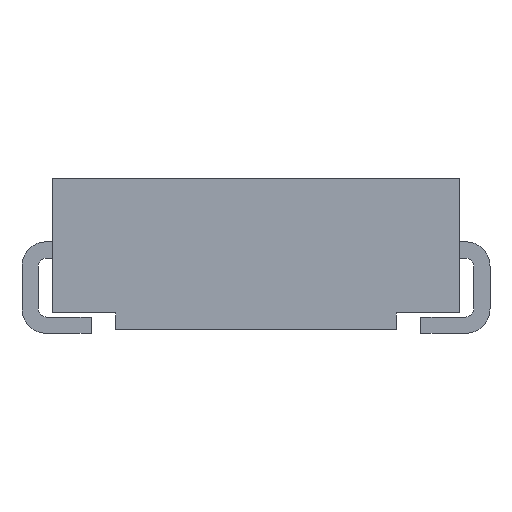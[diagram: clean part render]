
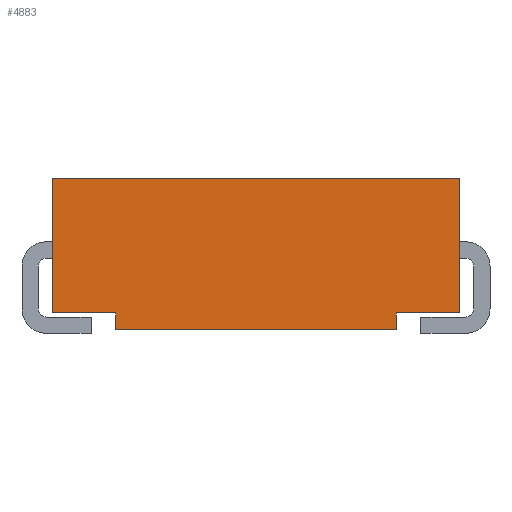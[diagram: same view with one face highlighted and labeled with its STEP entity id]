
A CAD part, front view. The second image highlights one B-rep face of the part: STEP entity #4883.
In plain terms, the highlighted planar face has unit normal (0, -1, 0).
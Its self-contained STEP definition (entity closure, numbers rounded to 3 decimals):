
#156=ORIENTED_EDGE('',*,*,#1184,.F.);
#157=ORIENTED_EDGE('',*,*,#1199,.F.);
#158=ORIENTED_EDGE('',*,*,#1200,.T.);
#159=ORIENTED_EDGE('',*,*,#1201,.F.);
#160=ORIENTED_EDGE('',*,*,#1202,.F.);
#161=ORIENTED_EDGE('',*,*,#1194,.T.);
#162=ORIENTED_EDGE('',*,*,#1191,.T.);
#163=ORIENTED_EDGE('',*,*,#1203,.T.);
#1184=EDGE_CURVE('',#1706,#1707,#2058,.T.);
#1191=EDGE_CURVE('',#1710,#1713,#2065,.T.);
#1194=EDGE_CURVE('',#1714,#1710,#2068,.T.);
#1199=EDGE_CURVE('',#1720,#1706,#2073,.T.);
#1200=EDGE_CURVE('',#1720,#1721,#2074,.T.);
#1201=EDGE_CURVE('',#1722,#1721,#2075,.T.);
#1202=EDGE_CURVE('',#1714,#1722,#2076,.T.);
#1203=EDGE_CURVE('',#1713,#1707,#2077,.T.);
#1706=VERTEX_POINT('',#6262);
#1707=VERTEX_POINT('',#6263);
#1710=VERTEX_POINT('',#6271);
#1713=VERTEX_POINT('',#6276);
#1714=VERTEX_POINT('',#6280);
#1720=VERTEX_POINT('',#6295);
#1721=VERTEX_POINT('',#6297);
#1722=VERTEX_POINT('',#6299);
#2058=LINE('',#6261,#2502);
#2065=LINE('',#6277,#2509);
#2068=LINE('',#6283,#2512);
#2073=LINE('',#6294,#2517);
#2074=LINE('',#6296,#2518);
#2075=LINE('',#6298,#2519);
#2076=LINE('',#6300,#2520);
#2077=LINE('',#6301,#2521);
#2502=VECTOR('',#5337,1000.);
#2509=VECTOR('',#5346,1000.);
#2512=VECTOR('',#5351,1000.);
#2517=VECTOR('',#5360,1000.);
#2518=VECTOR('',#5361,1000.);
#2519=VECTOR('',#5362,1000.);
#2520=VECTOR('',#5363,1000.);
#2521=VECTOR('',#5364,1000.);
#2950=EDGE_LOOP('',(#156,#157,#158,#159,#160,#161,#162,#163));
#3188=FACE_BOUND('',#2950,.T.);
#3426=PLANE('',#5097);
#4883=ADVANCED_FACE('',(#3188),#3426,.T.);
#5097=AXIS2_PLACEMENT_3D('',#6293,#5358,#5359);
#5337=DIRECTION('',(0.,0.,-1.));
#5346=DIRECTION('',(0.,0.,-1.));
#5351=DIRECTION('',(1.,0.,0.));
#5358=DIRECTION('',(0.,-1.,0.));
#5359=DIRECTION('',(1.,0.,0.));
#5360=DIRECTION('',(-1.,0.,0.));
#5361=DIRECTION('',(0.,0.,1.));
#5362=DIRECTION('',(1.,0.,0.));
#5363=DIRECTION('',(0.,0.,1.));
#5364=DIRECTION('',(1.,0.,0.));
#6261=CARTESIAN_POINT('',(3.45,-5.65,-1.7));
#6262=CARTESIAN_POINT('',(3.45,-5.65,-1.3));
#6263=CARTESIAN_POINT('',(3.45,-5.65,-1.7));
#6271=CARTESIAN_POINT('',(-3.45,-5.65,-1.3));
#6276=CARTESIAN_POINT('',(-3.45,-5.65,-1.7));
#6277=CARTESIAN_POINT('',(-3.45,-5.65,-1.7));
#6280=CARTESIAN_POINT('',(-5.,-5.65,-1.3));
#6283=CARTESIAN_POINT('',(-5.,-5.65,-1.3));
#6293=CARTESIAN_POINT('',(-5.,-5.65,-1.7));
#6294=CARTESIAN_POINT('',(-5.,-5.65,-1.3));
#6295=CARTESIAN_POINT('',(5.,-5.65,-1.3));
#6296=CARTESIAN_POINT('',(5.,-5.65,-1.7));
#6297=CARTESIAN_POINT('',(5.,-5.65,2.));
#6298=CARTESIAN_POINT('',(-5.,-5.65,2.));
#6299=CARTESIAN_POINT('',(-5.,-5.65,2.));
#6300=CARTESIAN_POINT('',(-5.,-5.65,-1.7));
#6301=CARTESIAN_POINT('',(-5.,-5.65,-1.7));
